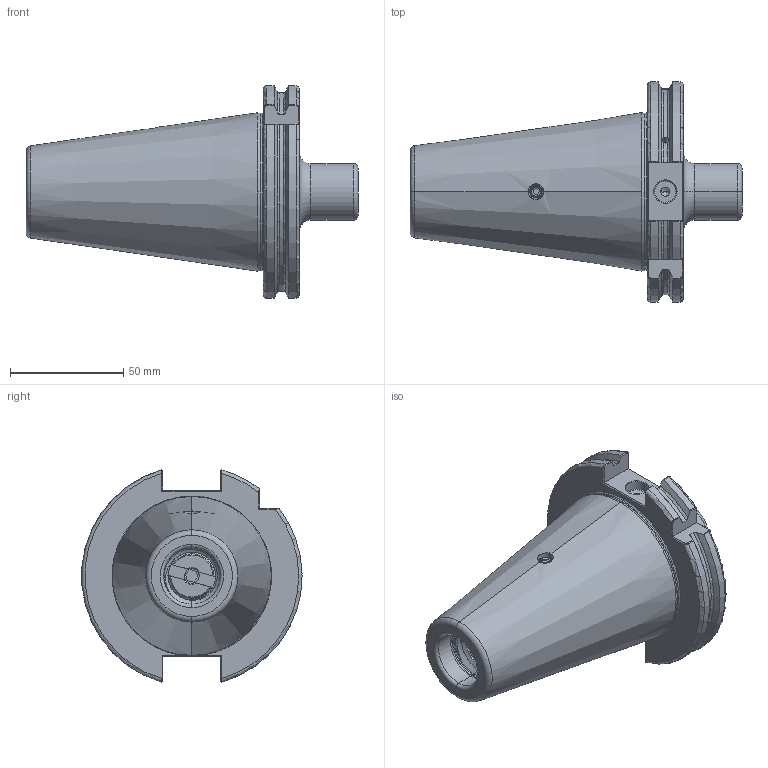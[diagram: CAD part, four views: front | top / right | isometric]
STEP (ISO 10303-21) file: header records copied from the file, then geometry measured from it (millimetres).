
FILE_DESCRIPTION (( 'STEP AP203' ), '1' );
FILE_NAME ('502.08.01.STEP', '2016-07-16T07:29:48', ( '' ), ( '' ), 'SwSTEP 2.0', 'SolidWorks 2012', '' );
FILE_SCHEMA (( 'CONFIG_CONTROL_DESIGN' ));
Products named in the file (5): 2-41371005AF_M24xP3_12L; 502.08.01; 102.08.014_M6xP1-40L; 2-02.000.0060100C2_M6xP01-10L
Assembly tree (4 placements, depth 2):
  502.08.01
    502.08.01
    102.08.014_M6xP1-40L
    2-41371005AF_M24xP3_12L
    2-02.000.0060100C2_M6xP01-10L
Bounding box: 146.75 x 97.32 x 93.81 mm (x, y, z)
Volume: 348376.3 mm3; surface area: 51601.9 mm2
Topology: 4 solids, 4 shells, 355 faces, 954 edges, 603 vertices
Faces by surface type: cylinder 135, plane 88, cone 50, bspline 44, torus 38
Entity records: 44038 total; most frequent: CARTESIAN_POINT 35792, ORIENTED_EDGE 1884, DIRECTION 1329, EDGE_CURVE 942, VERTEX_POINT 603, AXIS2_PLACEMENT_3D 510, EDGE_LOOP 369, FACE_OUTER_BOUND 355
